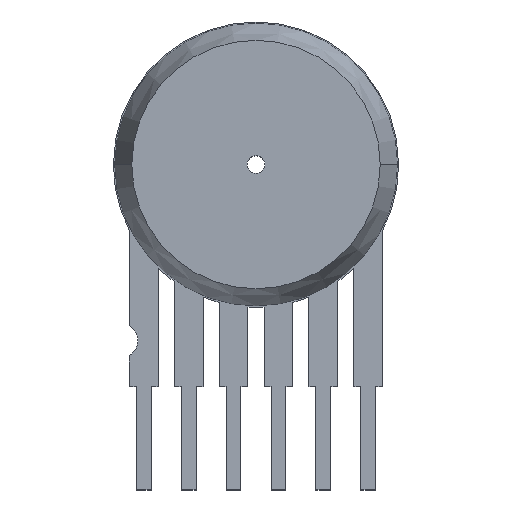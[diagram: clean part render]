
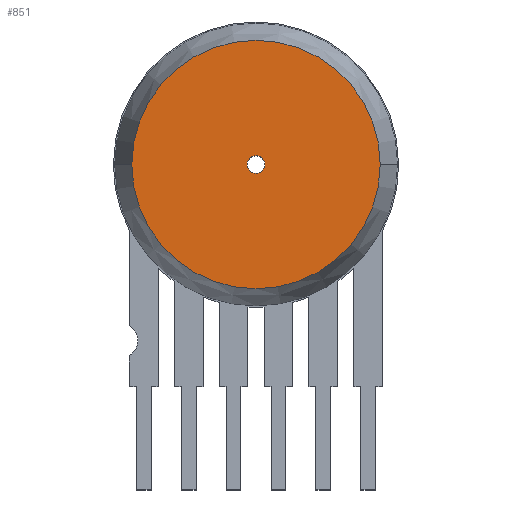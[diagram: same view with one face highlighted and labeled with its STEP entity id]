
A CAD part, top view. The second image highlights one B-rep face of the part: STEP entity #851.
In plain terms, the highlighted planar face has unit normal (0, 0, 1).
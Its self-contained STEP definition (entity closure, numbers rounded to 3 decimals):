
#25 = VERTEX_POINT ( 'NONE', #502 ) ;
#41 = DIRECTION ( 'NONE',  ( 1., 0., 0. ) ) ;
#48 = EDGE_CURVE ( 'NONE', #1310, #25, #752, .T. ) ;
#191 = CARTESIAN_POINT ( 'NONE',  ( 2.42, 13.675, 3.06 ) ) ;
#192 = CIRCLE ( 'NONE', #357, 7.032 ) ;
#195 = AXIS2_PLACEMENT_3D ( 'NONE', #433, #272, #1213 ) ;
#197 = DIRECTION ( 'NONE',  ( -1., 0., 0. ) ) ;
#199 = DIRECTION ( 'NONE',  ( -1., 0., 0. ) ) ;
#217 = ORIENTED_EDGE ( 'NONE', *, *, #604, .T. ) ;
#231 = DIRECTION ( 'NONE',  ( 1., 0., 0. ) ) ;
#239 = EDGE_LOOP ( 'NONE', ( #295, #1142 ) ) ;
#272 = DIRECTION ( 'NONE',  ( 0., 0., -1. ) ) ;
#286 = CIRCLE ( 'NONE', #1454, 0.5 ) ;
#295 = ORIENTED_EDGE ( 'NONE', *, *, #1335, .T. ) ;
#343 = CARTESIAN_POINT ( 'NONE',  ( 2.42, 13.675, 3.06 ) ) ;
#357 = AXIS2_PLACEMENT_3D ( 'NONE', #1969, #991, #197 ) ;
#402 = CARTESIAN_POINT ( 'NONE',  ( 9.452, 13.675, 3.06 ) ) ;
#433 = CARTESIAN_POINT ( 'NONE',  ( 2.42, 13.675, 3.06 ) ) ;
#484 = CARTESIAN_POINT ( 'NONE',  ( 2.92, 13.675, 3.06 ) ) ;
#502 = CARTESIAN_POINT ( 'NONE',  ( -4.612, 13.675, 3.06 ) ) ;
#604 = EDGE_CURVE ( 'NONE', #25, #1310, #192, .T. ) ;
#741 = EDGE_LOOP ( 'NONE', ( #217, #1965 ) ) ;
#752 = CIRCLE ( 'NONE', #1287, 7.032 ) ;
#851 = ADVANCED_FACE ( 'NONE', ( #1612, #1309 ), #1149, .T. ) ;
#883 = EDGE_CURVE ( 'NONE', #1755, #1865, #286, .T. ) ;
#927 = CIRCLE ( 'NONE', #195, 0.5 ) ;
#991 = DIRECTION ( 'NONE',  ( 0., 0., 1. ) ) ;
#1142 = ORIENTED_EDGE ( 'NONE', *, *, #883, .T. ) ;
#1149 = PLANE ( 'NONE',  #1833 ) ;
#1213 = DIRECTION ( 'NONE',  ( 1., 0., 0. ) ) ;
#1287 = AXIS2_PLACEMENT_3D ( 'NONE', #343, #1609, #199 ) ;
#1309 = FACE_BOUND ( 'NONE', #239, .T. ) ;
#1310 = VERTEX_POINT ( 'NONE', #402 ) ;
#1335 = EDGE_CURVE ( 'NONE', #1865, #1755, #927, .T. ) ;
#1346 = CARTESIAN_POINT ( 'NONE',  ( 2.42, 13.675, 3.06 ) ) ;
#1357 = DIRECTION ( 'NONE',  ( 0., 0., -1. ) ) ;
#1378 = CARTESIAN_POINT ( 'NONE',  ( 1.92, 13.675, 3.06 ) ) ;
#1454 = AXIS2_PLACEMENT_3D ( 'NONE', #1346, #1357, #231 ) ;
#1464 = DIRECTION ( 'NONE',  ( 0., 0., 1. ) ) ;
#1609 = DIRECTION ( 'NONE',  ( 0., 0., 1. ) ) ;
#1612 = FACE_OUTER_BOUND ( 'NONE', #741, .T. ) ;
#1755 = VERTEX_POINT ( 'NONE', #1378 ) ;
#1833 = AXIS2_PLACEMENT_3D ( 'NONE', #191, #1464, #41 ) ;
#1865 = VERTEX_POINT ( 'NONE', #484 ) ;
#1965 = ORIENTED_EDGE ( 'NONE', *, *, #48, .T. ) ;
#1969 = CARTESIAN_POINT ( 'NONE',  ( 2.42, 13.675, 3.06 ) ) ;
